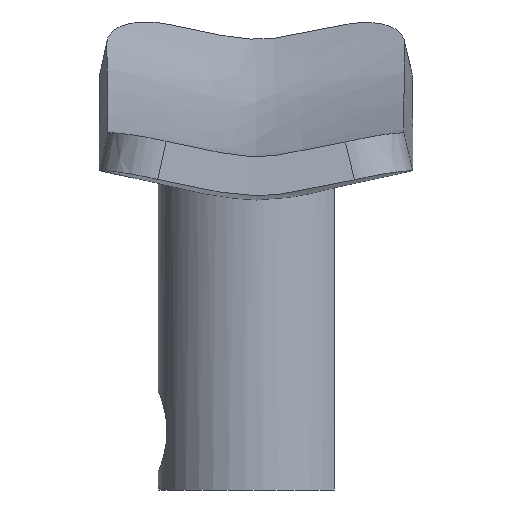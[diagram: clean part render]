
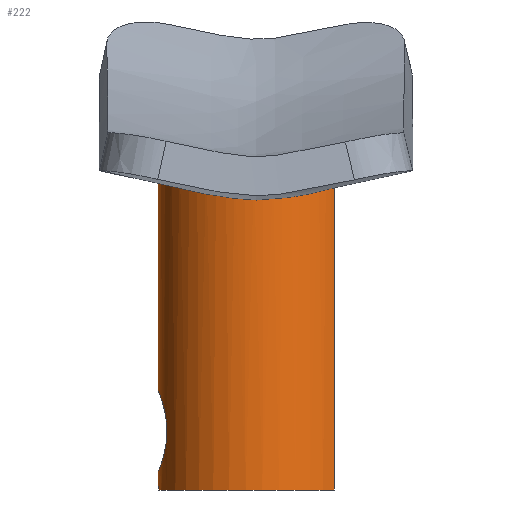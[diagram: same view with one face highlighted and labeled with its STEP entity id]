
A CAD part, left-side view. The second image highlights one B-rep face of the part: STEP entity #222.
In plain terms, the highlighted cylindrical face has radius 5 mm (diameter 10 mm), a partial arc.
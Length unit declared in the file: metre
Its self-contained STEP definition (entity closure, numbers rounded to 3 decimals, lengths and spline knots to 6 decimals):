
#16=CYLINDRICAL_SURFACE('',#244,0.005);
#18=CIRCLE('',#243,0.005);
#21=LINE('',#1058,#24);
#22=LINE('',#1059,#25);
#24=VECTOR('',#257,1.);
#25=VECTOR('',#258,1.);
#64=ORIENTED_EDGE('',*,*,#120,.T.);
#65=ORIENTED_EDGE('',*,*,#121,.F.);
#66=ORIENTED_EDGE('',*,*,#101,.F.);
#67=ORIENTED_EDGE('',*,*,#122,.T.);
#68=ORIENTED_EDGE('',*,*,#119,.T.);
#101=EDGE_CURVE('',#133,#132,#155,.T.);
#119=EDGE_CURVE('',#143,#142,#18,.T.);
#120=EDGE_CURVE('',#144,#144,#172,.T.);
#121=EDGE_CURVE('',#132,#142,#21,.T.);
#122=EDGE_CURVE('',#133,#143,#22,.T.);
#132=VERTEX_POINT('',#583);
#133=VERTEX_POINT('',#584);
#142=VERTEX_POINT('',#1042);
#143=VERTEX_POINT('',#1043);
#144=VERTEX_POINT('',#1057);
#155=B_SPLINE_CURVE_WITH_KNOTS('',3,(#585,#586,#587,#588,#589,#590,#591,
#592,#593,#594,#595,#596,#597,#598,#599,#600,#601,#602,#603),
 .UNSPECIFIED.,.F.,.F.,(4,1,1,1,1,1,1,1,1,1,1,1,1,1,1,1,4),(0.,0.001624,
0.003247,0.004871,0.006494,0.008118,
0.009741,0.011365,0.012989,0.014612,
0.016236,0.017859,0.019483,0.021106,
0.02273,0.024353,0.025977),.UNSPECIFIED.);
#172=B_SPLINE_CURVE_WITH_KNOTS('',3,(#1046,#1047,#1048,#1049,#1050,#1051,
#1052,#1053,#1054,#1055,#1056),.UNSPECIFIED.,.T.,.F.,(1,1,1,1,1,1,1,1,1,
1,1,1,1,1,1),(-0.00492,-0.00328,-0.00164,
0.,0.00164,0.00328,0.00492,
0.00656,0.008199,0.009839,0.011479,
0.013119,0.014759,0.016399,0.018039),
 .UNSPECIFIED.);
#181=EDGE_LOOP('',(#64));
#182=EDGE_LOOP('',(#65,#66,#67,#68));
#199=FACE_BOUND('',#181,.T.);
#200=FACE_BOUND('',#182,.T.);
#222=ADVANCED_FACE('',(#199,#200),#16,.T.);
#243=AXIS2_PLACEMENT_3D('',#1044,#253,#254);
#244=AXIS2_PLACEMENT_3D('',#1045,#255,#256);
#253=DIRECTION('',(0.,0.,1.));
#254=DIRECTION('',(1.,0.,0.));
#255=DIRECTION('',(0.,0.,-1.));
#256=DIRECTION('',(-1.,0.,0.));
#257=DIRECTION('',(0.,0.,-1.));
#258=DIRECTION('',(0.,0.,-1.));
#583=CARTESIAN_POINT('',(0.033,-0.004,0.019666));
#584=CARTESIAN_POINT('',(0.039,-0.004,0.022547));
#585=CARTESIAN_POINT('',(0.039,-0.004,0.022547));
#586=CARTESIAN_POINT('',(0.039415,-0.003689,0.022725));
#587=CARTESIAN_POINT('',(0.04016,-0.002928,0.022996));
#588=CARTESIAN_POINT('',(0.040882,-0.001441,0.023129));
#589=CARTESIAN_POINT('',(0.041086,0.000202,0.023122));
#590=CARTESIAN_POINT('',(0.040752,0.001821,0.023143));
#591=CARTESIAN_POINT('',(0.039923,0.003238,0.022958));
#592=CARTESIAN_POINT('',(0.038725,0.004285,0.022486));
#593=CARTESIAN_POINT('',(0.037359,0.004884,0.021781));
#594=CARTESIAN_POINT('',(0.035914,0.005072,0.021014));
#595=CARTESIAN_POINT('',(0.034422,0.004825,0.020382));
#596=CARTESIAN_POINT('',(0.033065,0.004142,0.019747));
#597=CARTESIAN_POINT('',(0.031959,0.003076,0.019151));
#598=CARTESIAN_POINT('',(0.031209,0.001703,0.018634));
#599=CARTESIAN_POINT('',(0.03091,0.000086,0.018351));
#600=CARTESIAN_POINT('',(0.031156,-0.001549,0.01857));
#601=CARTESIAN_POINT('',(0.031872,-0.00296,0.019065));
#602=CARTESIAN_POINT('',(0.032593,-0.003695,0.01946));
#603=CARTESIAN_POINT('',(0.033,-0.004,0.019666));
#1042=CARTESIAN_POINT('',(0.033,-0.004,0.002));
#1043=CARTESIAN_POINT('',(0.039,-0.004,0.002));
#1044=CARTESIAN_POINT('',(0.036,0.,0.002));
#1045=CARTESIAN_POINT('',(0.036,0.,0.026504));
#1046=CARTESIAN_POINT('',(0.037626,0.004785,0.003374));
#1047=CARTESIAN_POINT('',(0.0383,0.004431,0.005));
#1048=CARTESIAN_POINT('',(0.037626,0.004785,0.006625));
#1049=CARTESIAN_POINT('',(0.036004,0.005108,0.0073));
#1050=CARTESIAN_POINT('',(0.034372,0.004785,0.006624));
#1051=CARTESIAN_POINT('',(0.033701,0.004431,0.005004));
#1052=CARTESIAN_POINT('',(0.034373,0.004785,0.003375));
#1053=CARTESIAN_POINT('',(0.035998,0.005108,0.0027));
#1054=CARTESIAN_POINT('',(0.037626,0.004785,0.003374));
#1055=CARTESIAN_POINT('',(0.0383,0.004431,0.005));
#1056=CARTESIAN_POINT('',(0.037626,0.004785,0.006625));
#1057=CARTESIAN_POINT('',(0.038075,0.004549,0.005));
#1058=CARTESIAN_POINT('',(0.033,-0.004,0.026504));
#1059=CARTESIAN_POINT('',(0.039,-0.004,0.026504));
